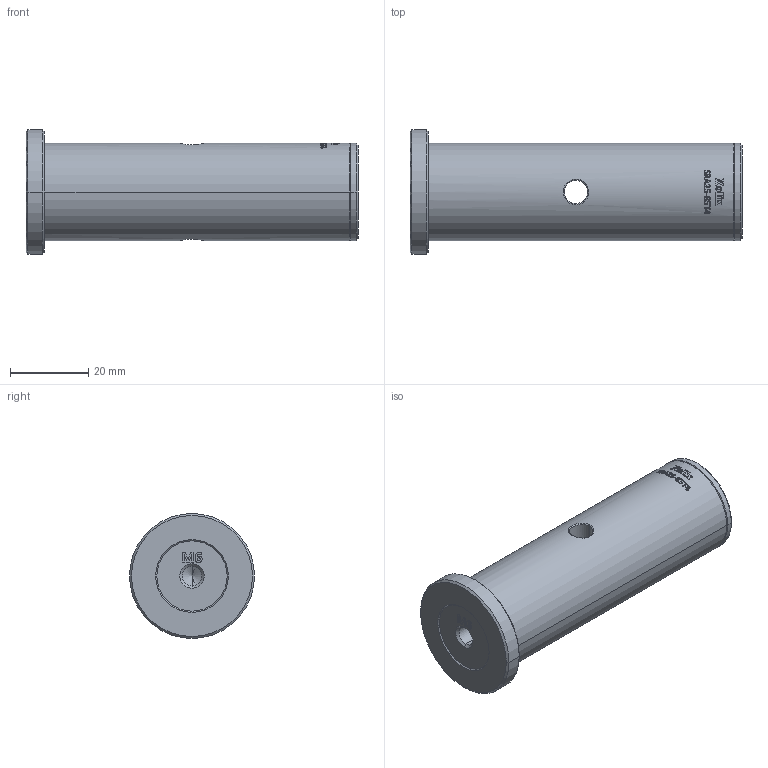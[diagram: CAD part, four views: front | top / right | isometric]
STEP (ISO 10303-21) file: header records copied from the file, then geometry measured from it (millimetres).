
FILE_DESCRIPTION (( 'STEP AP203' ), '1' );
FILE_NAME ('SRA25-85T4.STEP', '2025-07-18T06:00:50', ( '' ), ( '' ), 'SwSTEP 2.0', 'SolidWorks 2020', '' );
FILE_SCHEMA (( 'CONFIG_CONTROL_DESIGN' ));
Length unit declared in the file: millimetre
Products named in the file (1): SRA25-85T4
Bounding box: 85 x 32 x 32 mm (x, y, z)
Volume: 41980.3 mm3; surface area: 9062.4 mm2
Topology: 1 solids, 1 shells, 480 faces, 1298 edges, 850 vertices
Faces by surface type: bspline 302, plane 105, cylinder 41, cone 30, torus 2
Entity records: 29034 total; most frequent: CARTESIAN_POINT 19494, ORIENTED_EDGE 2580, EDGE_CURVE 1290, B_SPLINE_CURVE_WITH_KNOTS 900, DIRECTION 880, VERTEX_POINT 850, EDGE_LOOP 520, FACE_OUTER_BOUND 480
